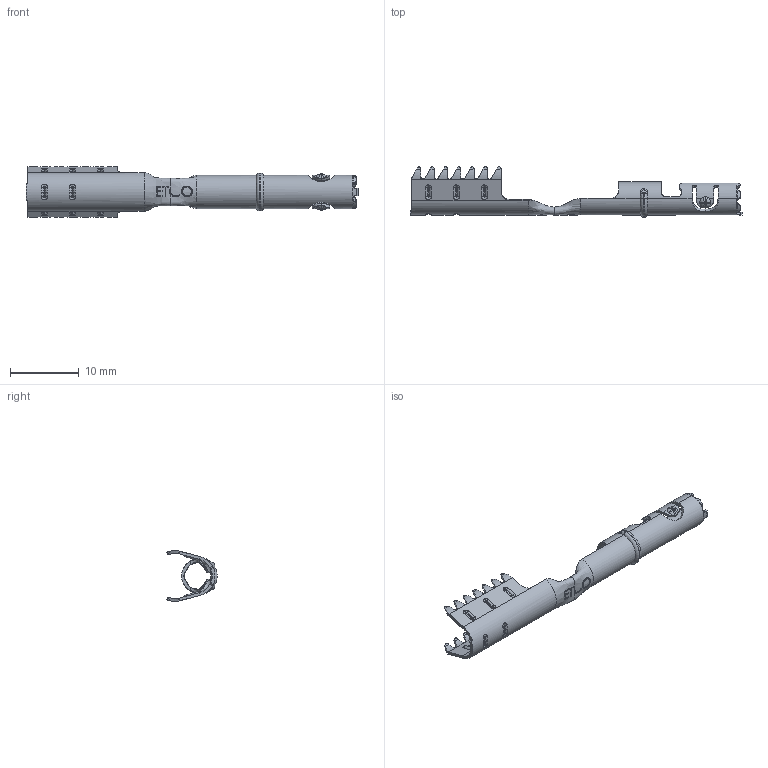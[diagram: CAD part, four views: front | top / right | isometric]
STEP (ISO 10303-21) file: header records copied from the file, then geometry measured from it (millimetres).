
FILE_DESCRIPTION (( 'STEP AP203' ), '1' );
FILE_NAME ('DT506.STEP', '2019-11-06T12:27:42', ( 'tempuser' ), ( 'Microsoft' ), 'SwSTEP 2.0', 'SolidWorks 2019', '' );
FILE_SCHEMA (( 'CONFIG_CONTROL_DESIGN' ));
Length unit declared in the file: inch
Products named in the file (1): DT506
Bounding box: 48.13 x 7.3 x 7.37 mm (x, y, z)
Volume: 206.9 mm3; surface area: 1119 mm2
Topology: 1 solids, 1 shells, 574 faces, 1505 edges, 941 vertices
Faces by surface type: bspline 145, plane 139, torus 135, cylinder 135, cone 20
Entity records: 25857 total; most frequent: CARTESIAN_POINT 12757, ORIENTED_EDGE 2994, DIRECTION 2417, EDGE_CURVE 1497, AXIS2_PLACEMENT_3D 1023, VERTEX_POINT 941, EDGE_LOOP 594, CIRCLE 593
